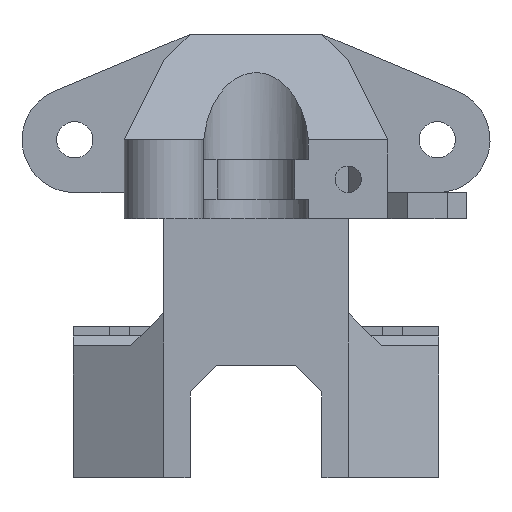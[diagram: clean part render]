
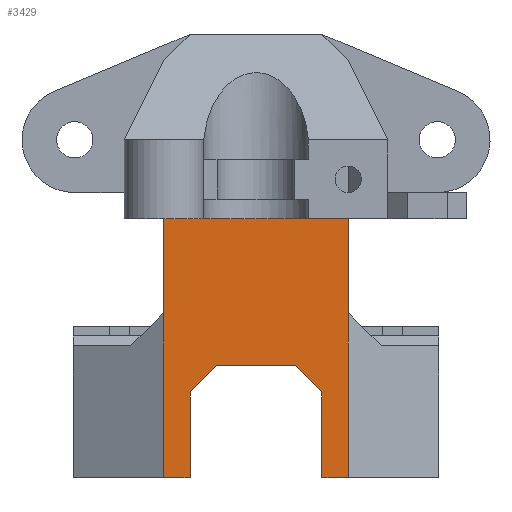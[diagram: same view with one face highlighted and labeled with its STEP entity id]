
A CAD part, left-side view. The second image highlights one B-rep face of the part: STEP entity #3429.
In plain terms, the highlighted planar face has unit normal (-1, 0, 0).
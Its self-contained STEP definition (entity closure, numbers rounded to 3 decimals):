
#300=FACE_OUTER_BOUND('',#497,.T.);
#497=EDGE_LOOP('',(#2724,#2725,#2726,#2727,#2728,#2729,#2730,#2731,#2732,
#2733,#2734,#2735));
#607=LINE('',#4783,#996);
#609=LINE('',#4787,#998);
#614=LINE('',#4798,#1003);
#618=LINE('',#4805,#1007);
#715=LINE('',#5031,#1104);
#753=LINE('',#5103,#1142);
#829=LINE('',#5277,#1218);
#877=LINE('',#5404,#1266);
#878=LINE('',#5405,#1267);
#879=LINE('',#5406,#1268);
#880=LINE('',#5408,#1269);
#881=LINE('',#5409,#1270);
#996=VECTOR('',#3818,10.);
#998=VECTOR('',#3822,10.);
#1003=VECTOR('',#3829,10.);
#1007=VECTOR('',#3835,10.);
#1104=VECTOR('',#4016,10.);
#1142=VECTOR('',#4076,10.);
#1218=VECTOR('',#4234,10.);
#1266=VECTOR('',#4368,10.);
#1267=VECTOR('',#4369,10.);
#1268=VECTOR('',#4370,10.);
#1269=VECTOR('',#4371,10.);
#1270=VECTOR('',#4372,10.);
#1385=VERTEX_POINT('',#4780);
#1386=VERTEX_POINT('',#4782);
#1387=VERTEX_POINT('',#4786);
#1391=VERTEX_POINT('',#4795);
#1392=VERTEX_POINT('',#4797);
#1394=VERTEX_POINT('',#4803);
#1438=VERTEX_POINT('',#4917);
#1472=VERTEX_POINT('',#5005);
#1481=VERTEX_POINT('',#5030);
#1504=VERTEX_POINT('',#5098);
#1597=VERTEX_POINT('',#5403);
#1598=VERTEX_POINT('',#5407);
#1711=EDGE_CURVE('',#1385,#1386,#607,.T.);
#1713=EDGE_CURVE('',#1386,#1387,#609,.T.);
#1718=EDGE_CURVE('',#1391,#1392,#614,.T.);
#1722=EDGE_CURVE('',#1391,#1394,#618,.T.);
#1834=EDGE_CURVE('',#1472,#1481,#715,.T.);
#1873=EDGE_CURVE('',#1504,#1438,#753,.T.);
#1961=EDGE_CURVE('',#1504,#1481,#829,.T.);
#2023=EDGE_CURVE('',#1597,#1472,#877,.T.);
#2024=EDGE_CURVE('',#1597,#1387,#878,.T.);
#2025=EDGE_CURVE('',#1392,#1385,#879,.T.);
#2026=EDGE_CURVE('',#1598,#1394,#880,.T.);
#2027=EDGE_CURVE('',#1438,#1598,#881,.T.);
#2724=ORIENTED_EDGE('',*,*,#1961,.T.);
#2725=ORIENTED_EDGE('',*,*,#1834,.F.);
#2726=ORIENTED_EDGE('',*,*,#2023,.F.);
#2727=ORIENTED_EDGE('',*,*,#2024,.T.);
#2728=ORIENTED_EDGE('',*,*,#1713,.F.);
#2729=ORIENTED_EDGE('',*,*,#1711,.F.);
#2730=ORIENTED_EDGE('',*,*,#2025,.F.);
#2731=ORIENTED_EDGE('',*,*,#1718,.F.);
#2732=ORIENTED_EDGE('',*,*,#1722,.T.);
#2733=ORIENTED_EDGE('',*,*,#2026,.F.);
#2734=ORIENTED_EDGE('',*,*,#2027,.F.);
#2735=ORIENTED_EDGE('',*,*,#1873,.F.);
#3277=PLANE('',#3666);
#3429=ADVANCED_FACE('',(#300),#3277,.F.);
#3666=AXIS2_PLACEMENT_3D('',#5402,#4366,#4367);
#3818=DIRECTION('',(0.,0.707,-0.707));
#3822=DIRECTION('',(0.,0.,-1.));
#3829=DIRECTION('',(0.,0.707,0.707));
#3835=DIRECTION('',(0.,0.,-1.));
#4016=DIRECTION('',(0.,0.,1.));
#4076=DIRECTION('',(0.,0.,-1.));
#4234=DIRECTION('',(0.,1.,0.));
#4366=DIRECTION('center_axis',(1.,0.,0.));
#4367=DIRECTION('ref_axis',(0.,0.,-1.));
#4368=DIRECTION('',(0.,0.,1.));
#4369=DIRECTION('',(0.,-1.,0.));
#4370=DIRECTION('',(0.,1.,0.));
#4371=DIRECTION('',(0.,1.,0.));
#4372=DIRECTION('',(0.,0.,-1.));
#4780=CARTESIAN_POINT('',(-18.5,6.,-14.25));
#4782=CARTESIAN_POINT('',(-18.5,10.,-18.25));
#4783=CARTESIAN_POINT('',(-18.5,-4.063,-4.188));
#4786=CARTESIAN_POINT('',(-18.5,10.,-31.25));
#4787=CARTESIAN_POINT('',(-18.5,10.,-14.25));
#4795=CARTESIAN_POINT('',(-18.5,-10.,-18.25));
#4797=CARTESIAN_POINT('',(-18.5,-6.,-14.25));
#4798=CARTESIAN_POINT('',(-18.5,4.063,-4.188));
#4803=CARTESIAN_POINT('',(-18.5,-10.,-31.25));
#4805=CARTESIAN_POINT('',(-18.5,-10.,-14.25));
#4917=CARTESIAN_POINT('',(-18.5,-14.,-6.25));
#5005=CARTESIAN_POINT('',(-18.5,14.,-6.25));
#5030=CARTESIAN_POINT('',(-18.5,14.,8.));
#5031=CARTESIAN_POINT('',(-18.5,14.,12.));
#5098=CARTESIAN_POINT('',(-18.5,-14.,8.));
#5103=CARTESIAN_POINT('',(-18.5,-14.,12.));
#5277=CARTESIAN_POINT('',(-18.5,-10.,8.));
#5402=CARTESIAN_POINT('Origin',(-18.5,0.,24.));
#5403=CARTESIAN_POINT('',(-18.5,14.,-31.25));
#5404=CARTESIAN_POINT('',(-18.5,14.,12.));
#5405=CARTESIAN_POINT('',(-18.5,14.,-31.25));
#5406=CARTESIAN_POINT('',(-18.5,-14.,-14.25));
#5407=CARTESIAN_POINT('',(-18.5,-14.,-31.25));
#5408=CARTESIAN_POINT('',(-18.5,-14.,-31.25));
#5409=CARTESIAN_POINT('',(-18.5,-14.,12.));
